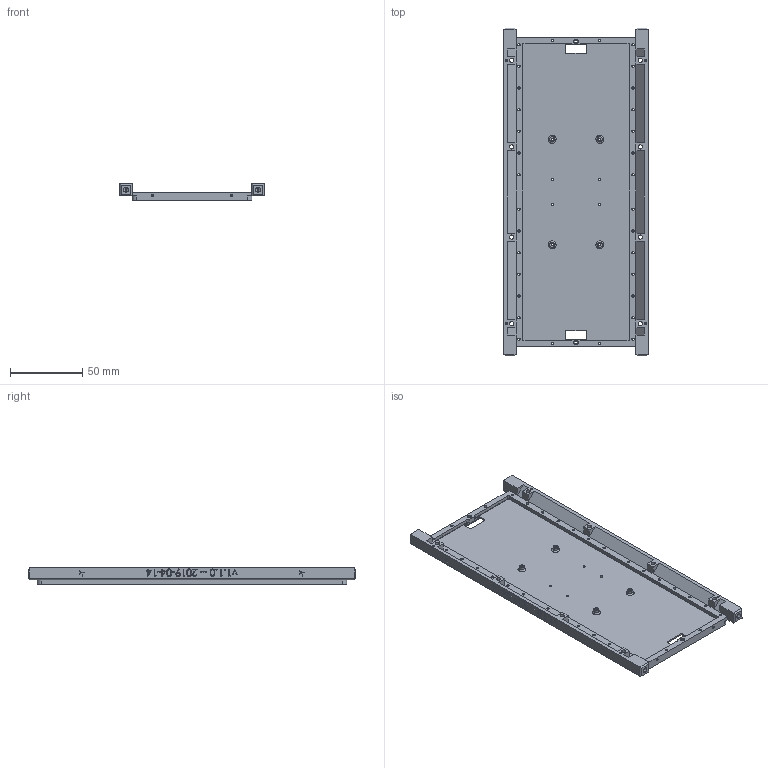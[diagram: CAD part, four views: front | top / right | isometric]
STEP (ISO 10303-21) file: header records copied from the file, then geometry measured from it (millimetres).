
FILE_DESCRIPTION (( 'STEP AP203' ), '1' );
FILE_NAME ('-X_Frame.STEP', '2019-05-09T01:27:03', ( '' ), ( '' ), 'SwSTEP 2.0', 'SolidWorks 2018', '' );
FILE_SCHEMA (( 'CONFIG_CONTROL_DESIGN' ));
Length unit declared in the file: millimetre
Products named in the file (1): -X_Frame
Bounding box: 100 x 227 x 11.5 mm (x, y, z)
Volume: 59373.1 mm3; surface area: 57736.1 mm2
Topology: 1 solids, 1 shells, 1088 faces, 2736 edges, 1726 vertices
Faces by surface type: plane 512, cylinder 352, torus 100, bspline 100, cone 24
Entity records: 43023 total; most frequent: CARTESIAN_POINT 17005, ORIENTED_EDGE 5448, DIRECTION 5184, EDGE_CURVE 2724, AXIS2_PLACEMENT_3D 1797, VERTEX_POINT 1726, LINE 1590, VECTOR 1590
